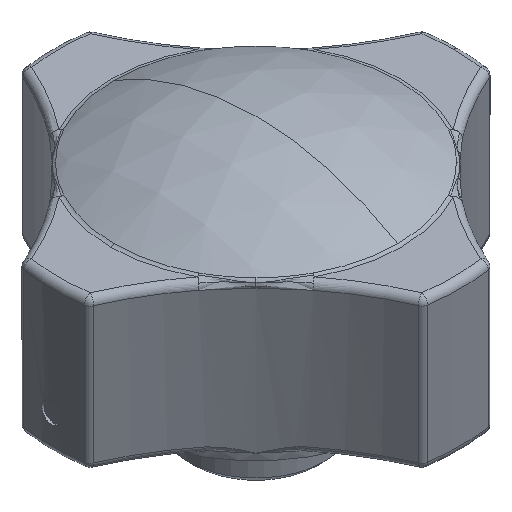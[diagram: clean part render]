
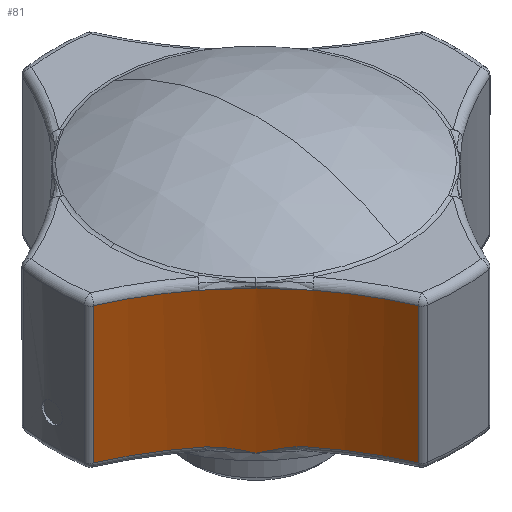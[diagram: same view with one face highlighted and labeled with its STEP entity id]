
A CAD part, isometric view. The second image highlights one B-rep face of the part: STEP entity #81.
In plain terms, the highlighted cylindrical face has radius 46.37 mm (diameter 92.74 mm), a partial arc.
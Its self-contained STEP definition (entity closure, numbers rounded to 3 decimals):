
#32 = VERTEX_POINT ( 'NONE', #1253 ) ;
#34 = VERTEX_POINT ( 'NONE', #1252 ) ;
#35 = VERTEX_POINT ( 'NONE', #1242 ) ;
#37 = EDGE_CURVE ( 'NONE', #64, #63, #1239, .T. ) ;
#38 = VERTEX_POINT ( 'NONE', #1243 ) ;
#39 = ORIENTED_EDGE ( 'NONE', *, *, #83, .T. ) ;
#42 = ORIENTED_EDGE ( 'NONE', *, *, #71, .T. ) ;
#43 = EDGE_LOOP ( 'NONE', ( #84, #39, #42, #69, #60, #115, #117, #109, #108, #96 ) ) ;
#47 = VERTEX_POINT ( 'NONE', #1246 ) ;
#59 = EDGE_CURVE ( 'NONE', #34, #35, #1228, .T. ) ;
#60 = ORIENTED_EDGE ( 'NONE', *, *, #66, .T. ) ;
#61 = EDGE_CURVE ( 'NONE', #67, #64, #1237, .T. ) ;
#63 = VERTEX_POINT ( 'NONE', #1235 ) ;
#64 = VERTEX_POINT ( 'NONE', #1227 ) ;
#65 = EDGE_CURVE ( 'NONE', #35, #67, #1287, .T. ) ;
#66 = EDGE_CURVE ( 'NONE', #47, #34, #201, .T. ) ;
#67 = VERTEX_POINT ( 'NONE', #1410 ) ;
#69 = ORIENTED_EDGE ( 'NONE', *, *, #72, .T. ) ;
#70 = VERTEX_POINT ( 'NONE', #1417 ) ;
#71 = EDGE_CURVE ( 'NONE', #38, #75, #1412, .T. ) ;
#72 = EDGE_CURVE ( 'NONE', #75, #47, #1394, .T. ) ;
#75 = VERTEX_POINT ( 'NONE', #1520 ) ;
#80 = EDGE_CURVE ( 'NONE', #70, #32, #1414, .T. ) ;
#81 = ADVANCED_FACE ( 'NONE', ( #1393 ), #1510, .F. ) ;
#83 = EDGE_CURVE ( 'NONE', #70, #38, #1513, .T. ) ;
#84 = ORIENTED_EDGE ( 'NONE', *, *, #80, .F. ) ;
#96 = ORIENTED_EDGE ( 'NONE', *, *, #114, .F. ) ;
#108 = ORIENTED_EDGE ( 'NONE', *, *, #37, .T. ) ;
#109 = ORIENTED_EDGE ( 'NONE', *, *, #61, .T. ) ;
#114 = EDGE_CURVE ( 'NONE', #32, #63, #1538, .T. ) ;
#115 = ORIENTED_EDGE ( 'NONE', *, *, #59, .T. ) ;
#117 = ORIENTED_EDGE ( 'NONE', *, *, #65, .T. ) ;
#165 = CARTESIAN_POINT ( 'NONE',  ( -17.119, -12.819, -4.465 ) ) ;
#166 = CARTESIAN_POINT ( 'NONE',  ( -17.45, -12.531, -4.383 ) ) ;
#197 = CARTESIAN_POINT ( 'NONE',  ( -16.467, -13.401, -4.654 ) ) ;
#201 = B_SPLINE_CURVE_WITH_KNOTS ( 'NONE', 3,
 ( #1185, #1184, #1183, #166, #165, #197, #968, #1425, #1409, #1416 ),
 .UNSPECIFIED., .F., .F.,
 ( 4, 2, 2, 2, 4 ),
 ( 0., 0.001, 0.003, 0.004, 0.005 ),
 .UNSPECIFIED. ) ;
#968 = CARTESIAN_POINT ( 'NONE',  ( -16.147, -13.695, -4.761 ) ) ;
#1183 = CARTESIAN_POINT ( 'NONE',  ( -18.126, -11.96, -4.261 ) ) ;
#1184 = CARTESIAN_POINT ( 'NONE',  ( -18.471, -11.678, -4.221 ) ) ;
#1185 = CARTESIAN_POINT ( 'NONE',  ( -18.826, -11.396, -4.221 ) ) ;
#1190 = DIRECTION ( 'NONE',  ( 1., 0., 0. ) ) ;
#1191 = DIRECTION ( 'NONE',  ( 0., 0., -1. ) ) ;
#1218 = CARTESIAN_POINT ( 'NONE',  ( -5.215, -29.081, -17.221 ) ) ;
#1224 = CARTESIAN_POINT ( 'NONE',  ( -13.692, -16.142, -4.749 ) ) ;
#1225 = CARTESIAN_POINT ( 'NONE',  ( -14.288, -15.512, -4.985 ) ) ;
#1226 = CARTESIAN_POINT ( 'NONE',  ( -14.9, -14.9, -5.221 ) ) ;
#1227 = CARTESIAN_POINT ( 'NONE',  ( -5.215, -29.081, 15.779 ) ) ;
#1228 = B_SPLINE_CURVE_WITH_KNOTS ( 'NONE', 3,
 ( #1226, #1225, #1224, #1286, #1285, #1284, #1283, #1282 ),
 .UNSPECIFIED., .F., .F.,
 ( 4, 2, 2, 4 ),
 ( 0., 0.003, 0.004, 0.005 ),
 .UNSPECIFIED. ) ;
#1235 = CARTESIAN_POINT ( 'NONE',  ( -10.952, -19.392, 15.779 ) ) ;
#1236 = VECTOR ( 'NONE', #1281, 1000. ) ;
#1237 = LINE ( 'NONE', #1218, #1236 ) ;
#1239 = CIRCLE ( 'NONE', #1247, 46.37 ) ;
#1242 = CARTESIAN_POINT ( 'NONE',  ( -11.396, -18.826, -4.221 ) ) ;
#1243 = CARTESIAN_POINT ( 'NONE',  ( -29.081, -5.215, 15.779 ) ) ;
#1246 = CARTESIAN_POINT ( 'NONE',  ( -18.826, -11.396, -4.221 ) ) ;
#1247 = AXIS2_PLACEMENT_3D ( 'NONE', #1331, #1267, #1266 ) ;
#1252 = CARTESIAN_POINT ( 'NONE',  ( -14.9, -14.9, -5.221 ) ) ;
#1253 = CARTESIAN_POINT ( 'NONE',  ( -14.9, -14.9, 15.779 ) ) ;
#1266 = DIRECTION ( 'NONE',  ( -1., 0., 0. ) ) ;
#1267 = DIRECTION ( 'NONE',  ( 0., 0., 1. ) ) ;
#1280 = CARTESIAN_POINT ( 'NONE',  ( -47.688, -47.688, -4.221 ) ) ;
#1281 = DIRECTION ( 'NONE',  ( 0., 0., 1. ) ) ;
#1282 = CARTESIAN_POINT ( 'NONE',  ( -11.396, -18.826, -4.221 ) ) ;
#1283 = CARTESIAN_POINT ( 'NONE',  ( -11.678, -18.471, -4.221 ) ) ;
#1284 = CARTESIAN_POINT ( 'NONE',  ( -11.96, -18.126, -4.261 ) ) ;
#1285 = CARTESIAN_POINT ( 'NONE',  ( -12.531, -17.45, -4.383 ) ) ;
#1286 = CARTESIAN_POINT ( 'NONE',  ( -12.819, -17.119, -4.465 ) ) ;
#1287 = CIRCLE ( 'NONE', #1318, 46.37 ) ;
#1318 = AXIS2_PLACEMENT_3D ( 'NONE', #1280, #1191, #1190 ) ;
#1331 = CARTESIAN_POINT ( 'NONE',  ( -47.688, -47.688, 15.779 ) ) ;
#1393 = FACE_OUTER_BOUND ( 'NONE', #43, .T. ) ;
#1394 = CIRCLE ( 'NONE', #1428, 46.37 ) ;
#1409 = CARTESIAN_POINT ( 'NONE',  ( -15.204, -14.595, -5.104 ) ) ;
#1410 = CARTESIAN_POINT ( 'NONE',  ( -5.215, -29.081, -4.221 ) ) ;
#1411 = CARTESIAN_POINT ( 'NONE',  ( -29.081, -5.215, -17.221 ) ) ;
#1412 = LINE ( 'NONE', #1411, #1427 ) ;
#1414 = B_SPLINE_CURVE_WITH_KNOTS ( 'NONE', 3,
 ( #1534, #1533, #1532, #1531, #1530, #1529 ),
 .UNSPECIFIED., .F., .F.,
 ( 4, 2, 4 ),
 ( 0., 0.5, 1. ),
 .UNSPECIFIED. ) ;
#1416 = CARTESIAN_POINT ( 'NONE',  ( -14.9, -14.9, -5.221 ) ) ;
#1417 = CARTESIAN_POINT ( 'NONE',  ( -19.392, -10.952, 15.779 ) ) ;
#1418 = DIRECTION ( 'NONE',  ( 1., 0., 0. ) ) ;
#1419 = DIRECTION ( 'NONE',  ( 0., 0., 1. ) ) ;
#1420 = CARTESIAN_POINT ( 'NONE',  ( -47.688, -47.688, -17.221 ) ) ;
#1421 = DIRECTION ( 'NONE',  ( 1., 0., 0. ) ) ;
#1422 = DIRECTION ( 'NONE',  ( 0., 0., -1. ) ) ;
#1425 = CARTESIAN_POINT ( 'NONE',  ( -15.516, -14.292, -4.985 ) ) ;
#1426 = DIRECTION ( 'NONE',  ( 0., 0., -1. ) ) ;
#1427 = VECTOR ( 'NONE', #1426, 1000. ) ;
#1428 = AXIS2_PLACEMENT_3D ( 'NONE', #1521, #1422, #1421 ) ;
#1492 = DIRECTION ( 'NONE',  ( -1., 0., 0. ) ) ;
#1493 = DIRECTION ( 'NONE',  ( 0., 0., 1. ) ) ;
#1502 = CARTESIAN_POINT ( 'NONE',  ( -47.688, -47.688, 15.779 ) ) ;
#1510 = CYLINDRICAL_SURFACE ( 'NONE', #1515, 46.37 ) ;
#1513 = CIRCLE ( 'NONE', #1514, 46.37 ) ;
#1514 = AXIS2_PLACEMENT_3D ( 'NONE', #1502, #1493, #1492 ) ;
#1515 = AXIS2_PLACEMENT_3D ( 'NONE', #1420, #1419, #1418 ) ;
#1520 = CARTESIAN_POINT ( 'NONE',  ( -29.081, -5.215, -4.221 ) ) ;
#1521 = CARTESIAN_POINT ( 'NONE',  ( -47.688, -47.688, -4.221 ) ) ;
#1529 = CARTESIAN_POINT ( 'NONE',  ( -14.9, -14.9, 15.779 ) ) ;
#1530 = CARTESIAN_POINT ( 'NONE',  ( -15.604, -14.195, 15.779 ) ) ;
#1531 = CARTESIAN_POINT ( 'NONE',  ( -16.331, -13.514, 15.779 ) ) ;
#1532 = CARTESIAN_POINT ( 'NONE',  ( -17.829, -12.197, 15.779 ) ) ;
#1533 = CARTESIAN_POINT ( 'NONE',  ( -18.6, -11.563, 15.779 ) ) ;
#1534 = CARTESIAN_POINT ( 'NONE',  ( -19.392, -10.952, 15.779 ) ) ;
#1538 = B_SPLINE_CURVE_WITH_KNOTS ( 'NONE', 3,
 ( #1610, #1609, #1608, #1607, #1606, #1605 ),
 .UNSPECIFIED., .F., .F.,
 ( 4, 2, 4 ),
 ( 0., 0.5, 1. ),
 .UNSPECIFIED. ) ;
#1605 = CARTESIAN_POINT ( 'NONE',  ( -10.952, -19.392, 15.779 ) ) ;
#1606 = CARTESIAN_POINT ( 'NONE',  ( -11.563, -18.6, 15.779 ) ) ;
#1607 = CARTESIAN_POINT ( 'NONE',  ( -12.197, -17.829, 15.779 ) ) ;
#1608 = CARTESIAN_POINT ( 'NONE',  ( -13.514, -16.331, 15.779 ) ) ;
#1609 = CARTESIAN_POINT ( 'NONE',  ( -14.195, -15.604, 15.779 ) ) ;
#1610 = CARTESIAN_POINT ( 'NONE',  ( -14.9, -14.9, 15.779 ) ) ;
